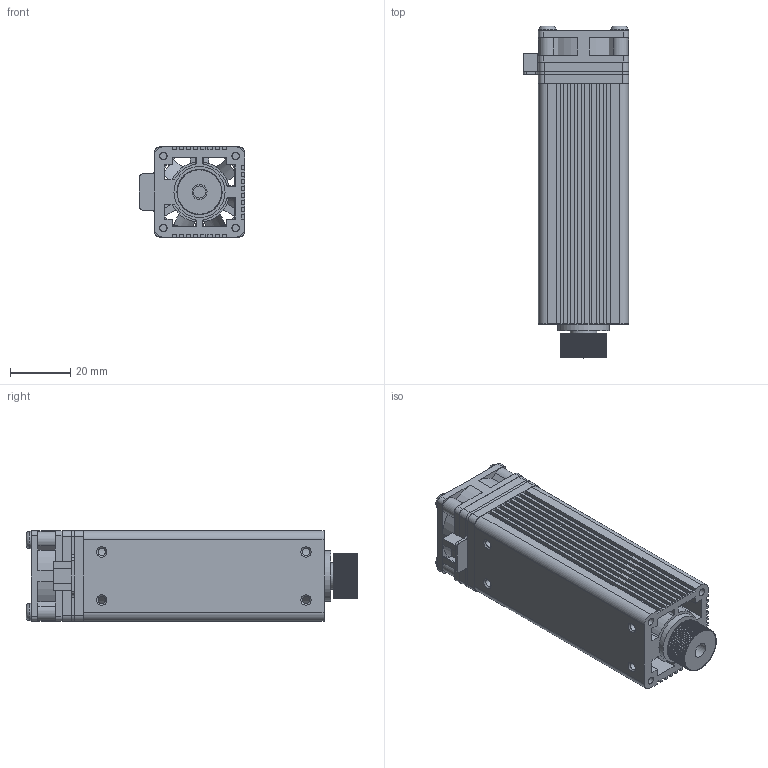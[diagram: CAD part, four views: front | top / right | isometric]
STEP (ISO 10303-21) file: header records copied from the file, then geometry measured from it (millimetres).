
FILE_DESCRIPTION(/* description */ (''),/* implementation_level */ '2;1');
FILE_NAME(/* name */ 'A-NEJE_N30820_assembled.stp',/* time_stamp */ '2022-04-29T18:23:40+02:00',/* author */ ('simon'),/* organization */ (''),/* preprocessor_version */ 'ST-DEVELOPER v17.2',/* originating_system */ 'Autodesk Inventor 2019',/* authorisation */ '');
FILE_SCHEMA (('AUTOMOTIVE_DESIGN { 1 0 10303 214 3 1 1 }'));
Length unit declared in the file: millimetre
Products named in the file (8): A-NEJE_N30820_assembled; NEJE_N30820_Aluminiumbody; NEJE_N30820_Lens; NEJE_N30820_SLA-Spacer(red); NEJE_N30820_PCB; Axialfan_30x30x10mm; Component1; ANSI B18.3.4M - M3 x 0.5 x 30
Assembly tree (11 placements, depth 3):
  A-NEJE_N30820_assembled
    NEJE_N30820_Aluminiumbody
    NEJE_N30820_Lens
    NEJE_N30820_SLA-Spacer(red)  x2
    NEJE_N30820_PCB
    Axialfan_30x30x10mm
      Component1
    ANSI B18.3.4M - M3 x 0.5 x 30  x4
Bounding box: 35 x 110.49 x 30 mm (x, y, z)
Volume: 56065.8 mm3; surface area: 48224.5 mm2
Topology: 11 solids, 11 shells, 634 faces, 1816 edges, 1217 vertices
Faces by surface type: plane 328, cylinder 284, cone 14, torus 8
Full cylindrical faces by diameter (mm): 2.5 x8, 3 x16, 3.4 x4, 4 x1, 5 x1, 5.7 x4, 8.5 x1, 8.9 x1, 12.8 x1, 13 x1, 15.8 x1, 16.9 x2, 17 x2, 28.3 x1
Entity records: 19165 total; most frequent: CARTESIAN_POINT 3421, DIRECTION 3321, ORIENTED_EDGE 3216, EDGE_CURVE 1608, AXIS2_PLACEMENT_3D 1157, VERTEX_POINT 1074, LINE 1007, VECTOR 1007
